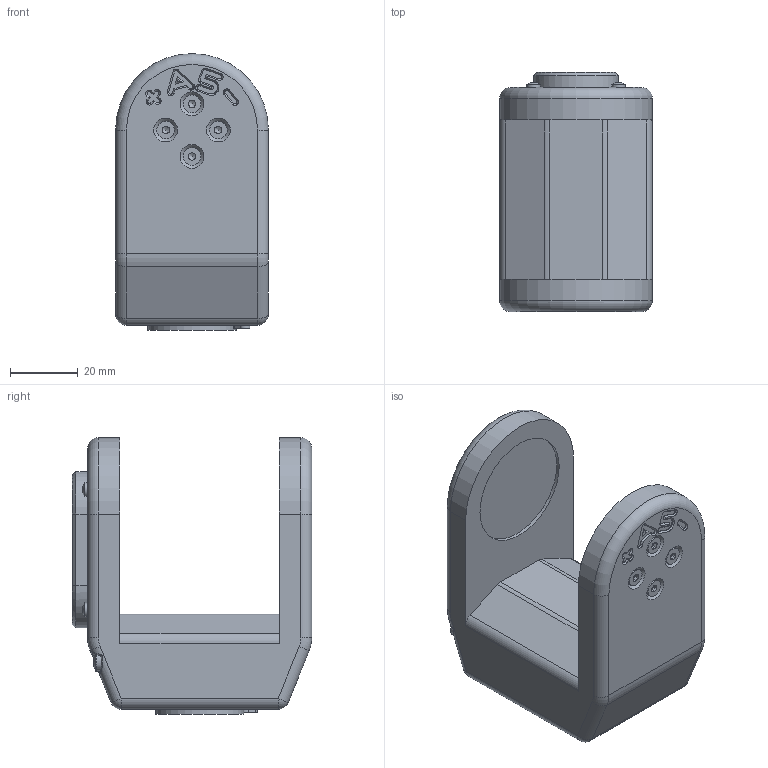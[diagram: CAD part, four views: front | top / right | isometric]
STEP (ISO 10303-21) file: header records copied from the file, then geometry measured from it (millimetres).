
FILE_DESCRIPTION(/* description */ (''),/* implementation_level */ '2;1');
FILE_NAME(/* name */ 'Link 4.stp',/* time_stamp */ '2024-07-17T07:10:41-04:00',/* author */ ('cbernier'),/* organization */ (''),/* preprocessor_version */ 'ST-DEVELOPER v20',/* originating_system */ 'Autodesk Inventor 2024',/* authorisation */ '');
FILE_SCHEMA (('AUTOMOTIVE_DESIGN { 1 0 10303 214 3 1 1 }'));
Length unit declared in the file: inch
Products named in the file (1): Link 4
Bounding box: 45 x 70.5 x 81.5 mm (x, y, z)
Volume: 115575.8 mm3; surface area: 23270.3 mm2
Topology: 1 solids, 11 shells, 615 faces, 1438 edges, 825 vertices
Faces by surface type: cylinder 308, plane 147, bspline 86, cone 38, sphere 22, torus 14
Full cylindrical faces by diameter (mm): 1.575 x4, 1.75 x4, 1.84 x4, 2 x4, 2.387 x4, 2.459 x4, 2.7 x2, 3 x6, 3.1 x2, 3.2 x4, 5.2 x4, 5.6 x2, 26 x1, 33 x1
Entity records: 21284 total; most frequent: CARTESIAN_POINT 7356, ORIENTED_EDGE 2848, DIRECTION 2579, EDGE_CURVE 1424, AXIS2_PLACEMENT_3D 997, VERTEX_POINT 825, EDGE_LOOP 657, STYLED_ITEM 616
